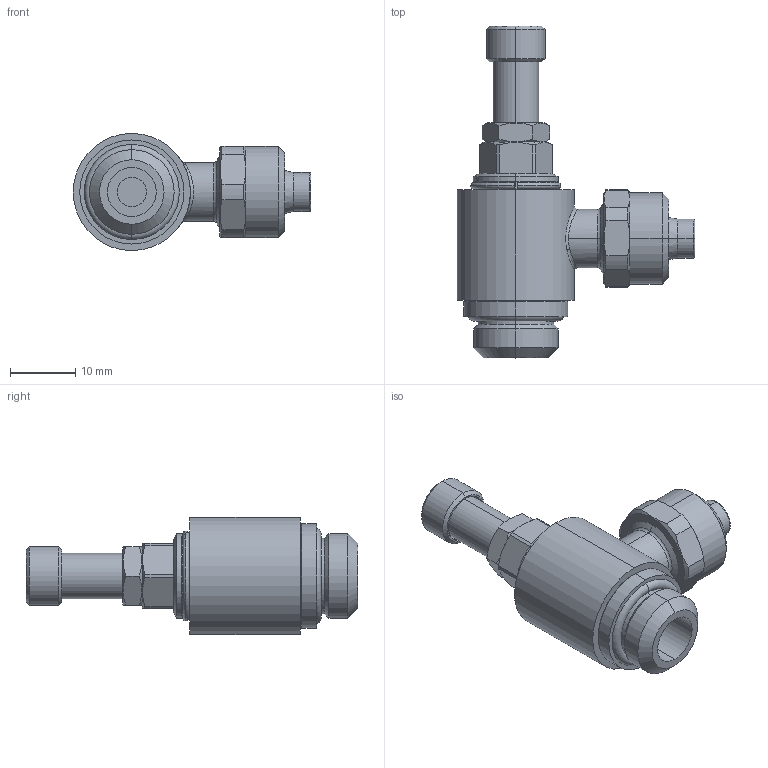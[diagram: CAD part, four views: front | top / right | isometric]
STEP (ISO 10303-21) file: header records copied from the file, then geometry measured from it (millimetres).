
FILE_DESCRIPTION (( 'STEP AP203' ), '1' );
FILE_NAME ('04320C42.STEP', '2010-04-21T15:12:45', ( '' ), ( 'sopra-pneumatic' ), 'SwSTEP 2.0', 'SolidWorks 2009', '' );
FILE_SCHEMA (( 'CONFIG_CONTROL_DESIGN' ));
Length unit declared in the file: millimetre
Products named in the file (1): 04320C42
Bounding box: 36.5 x 51.01 x 18 mm (x, y, z)
Volume: 8790.3 mm3; surface area: 3961.3 mm2
Topology: 2 solids, 4 shells, 144 faces, 309 edges, 188 vertices
Faces by surface type: cylinder 51, plane 45, cone 38, torus 8, bspline 2
Entity records: 5044 total; most frequent: CARTESIAN_POINT 1847, DIRECTION 685, ORIENTED_EDGE 618, EDGE_CURVE 309, AXIS2_PLACEMENT_3D 290, VERTEX_POINT 188, EDGE_LOOP 159, CIRCLE 147
